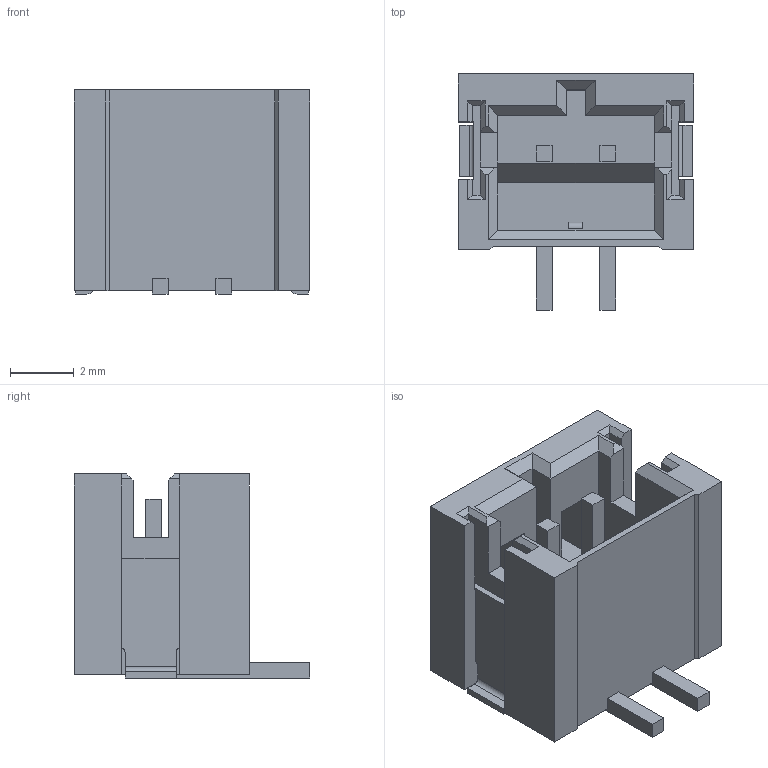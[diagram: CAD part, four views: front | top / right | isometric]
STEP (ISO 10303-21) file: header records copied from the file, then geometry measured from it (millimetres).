
FILE_DESCRIPTION((''),'2;1');
FILE_NAME('C-1775470-2','2019-11-05T07:58:16',('workeradm'),('TE Connectivity Ltd.'),'CREO PARAMETRIC BY PTC INC, 2019030','CREO PARAMETRIC BY PTC INC, 2019030','');
FILE_SCHEMA(('AUTOMOTIVE_DESIGN { 1 0 10303 214 1 1 1 1 }'));
Length unit declared in the file: millimetre
Products named in the file (1): C-1775470-2
Bounding box: 7.4 x 7.4 x 6.4 mm (x, y, z)
Volume: 147.9 mm3; surface area: 382.5 mm2
Topology: 1 solids, 1 shells, 129 faces, 359 edges, 234 vertices
Faces by surface type: plane 118, cylinder 11
Entity records: 4439 total; most frequent: CARTESIAN_POINT 724, ORIENTED_EDGE 718, DIRECTION 639, EDGE_CURVE 359, VECTOR 337, LINE 337, VERTEX_POINT 234, AXIS2_PLACEMENT_3D 151
